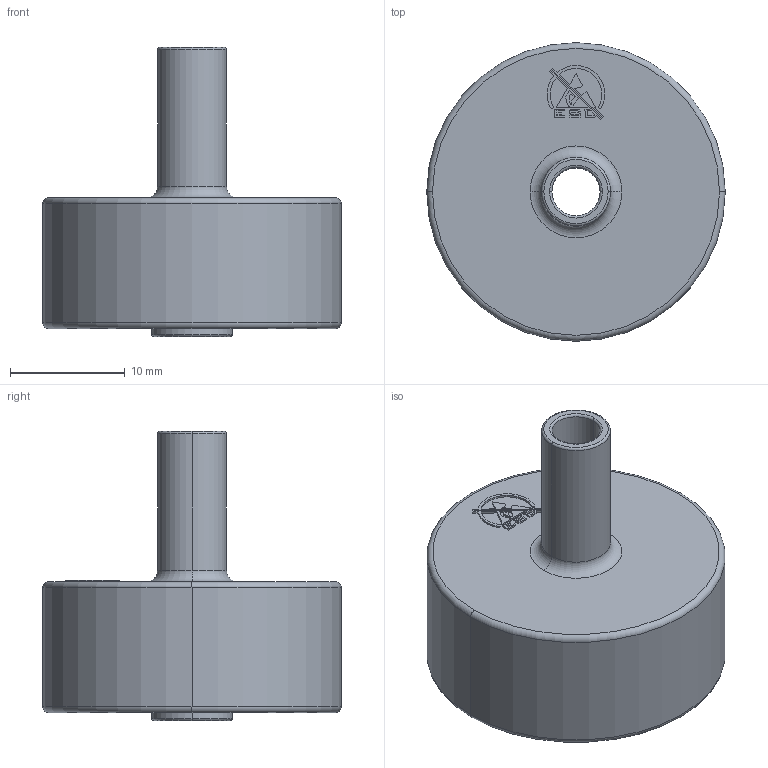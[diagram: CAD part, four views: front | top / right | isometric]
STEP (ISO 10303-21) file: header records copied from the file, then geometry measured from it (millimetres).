
FILE_DESCRIPTION (( 'STEP AP203' ), '1' );
FILE_NAME ('062RH2611.STEP', '2015-09-11T13:45:13', ( 'Fath' ), ( 'Hewlett-Packard Company' ), 'SwSTEP 2.0', 'SolidWorks 2014', '' );
FILE_SCHEMA (( 'CONFIG_CONTROL_DESIGN' ));
Length unit declared in the file: millimetre
Products named in the file (1): 062RH2611
Bounding box: 26 x 26 x 25.2 mm (x, y, z)
Volume: 3142.7 mm3; surface area: 4072.1 mm2
Topology: 1 solids, 1 shells, 318 faces, 800 edges, 478 vertices
Faces by surface type: plane 142, cylinder 72, torus 40, bspline 34, sphere 30
Entity records: 10027 total; most frequent: CARTESIAN_POINT 2569, ORIENTED_EDGE 1552, DIRECTION 1538, EDGE_CURVE 776, AXIS2_PLACEMENT_3D 545, VERTEX_POINT 470, VECTOR 448, LINE 448
